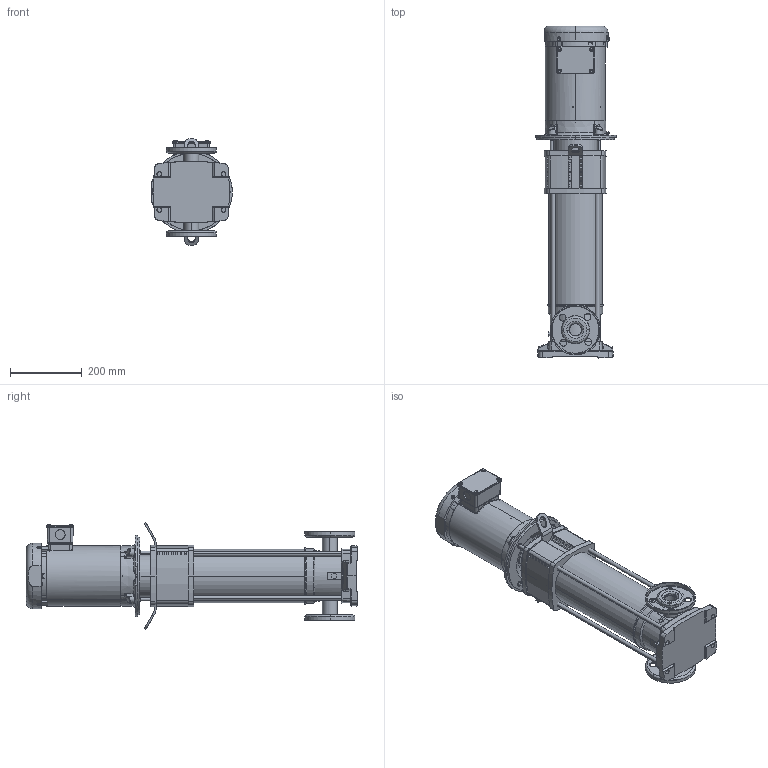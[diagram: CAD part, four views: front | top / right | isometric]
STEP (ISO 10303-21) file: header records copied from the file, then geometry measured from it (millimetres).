
FILE_DESCRIPTION (( 'STEP AP203' ), '1' );
FILE_NAME ('HELIX V20-10_575V.step', '2017-10-26T17:45:35', ( '' ), ( '' ), 'SwSTEP 2.0', 'SolidWorks 2017', '' );
FILE_SCHEMA (( 'CONFIG_CONTROL_DESIGN' ));
Length unit declared in the file: inch
Products named in the file (6): HELIX V20-10_575V; BALDOR NEMA V2 3HP; Helix Base 10-30; ANSI Flange 1.25 IN; socket head cap screw_ai_HX-SHCS 0.375-16x1.75x1.25-N; HELIXV20-10 WET END
Assembly tree (9 placements, depth 2):
  HELIX V20-10_575V
    HELIXV20-10 WET END
    BALDOR NEMA V2 3HP
    ANSI Flange 1.25 IN  x2
    Helix Base 10-30
    socket head cap screw_ai_HX-SHCS 0.375-16x1.75x1.25-N  x4
Bounding box: 225.43 x 927.96 x 300 mm (x, y, z)
Volume: 10481960.6 mm3; surface area: 1229624.1 mm2
Topology: 20 solids, 21 shells, 2196 faces, 5689 edges, 3652 vertices
Faces by surface type: plane 999, cylinder 698, cone 147, bspline 147, torus 105, sphere 100
Entity records: 88006 total; most frequent: CARTESIAN_POINT 40602, ORIENTED_EDGE 10770, DIRECTION 7845, EDGE_CURVE 5389, VERTEX_POINT 3487, AXIS2_PLACEMENT_3D 2713, LINE 2419, VECTOR 2419
